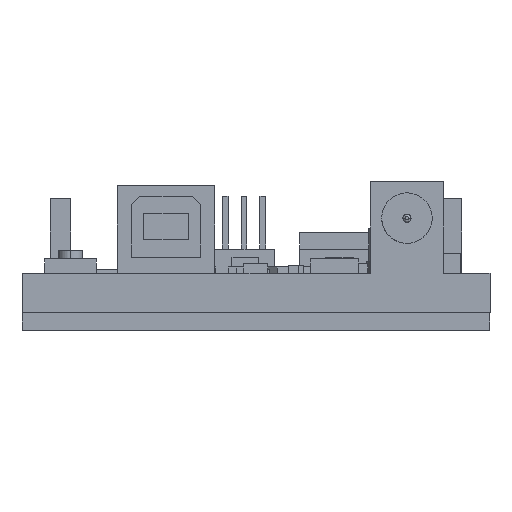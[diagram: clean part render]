
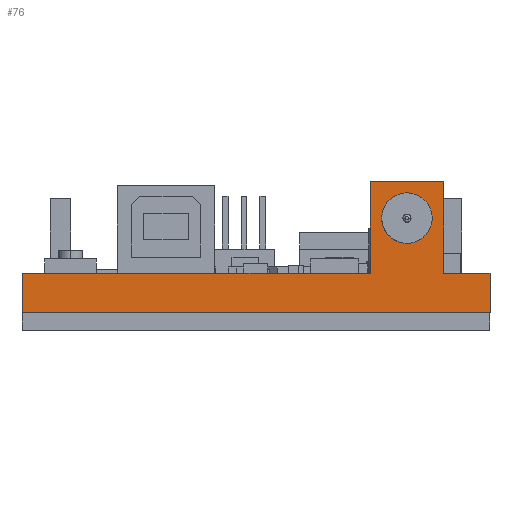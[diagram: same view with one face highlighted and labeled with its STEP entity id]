
A CAD part, front view. The second image highlights one B-rep face of the part: STEP entity #76.
In plain terms, the highlighted planar face has unit normal (0, -1, 0).
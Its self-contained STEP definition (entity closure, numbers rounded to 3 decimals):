
#57=FACE_BOUND('',#670,.T.);
#76=ADVANCED_FACE('',(#351,#57),#4050,.T.);
#351=FACE_OUTER_BOUND('',#669,.T.);
#669=EDGE_LOOP('',(#1185,#1186,#1187,#1188,#1189,#1190,#1191,#1192,#1193,
#1194));
#670=EDGE_LOOP('',(#1195,#1196));
#1185=ORIENTED_EDGE('',*,*,#2498,.F.);
#1186=ORIENTED_EDGE('',*,*,#2351,.F.);
#1187=ORIENTED_EDGE('',*,*,#2499,.F.);
#1188=ORIENTED_EDGE('',*,*,#2347,.F.);
#1189=ORIENTED_EDGE('',*,*,#2497,.T.);
#1190=ORIENTED_EDGE('',*,*,#2500,.F.);
#1191=ORIENTED_EDGE('',*,*,#2501,.F.);
#1192=ORIENTED_EDGE('',*,*,#2359,.F.);
#1193=ORIENTED_EDGE('',*,*,#2502,.F.);
#1194=ORIENTED_EDGE('',*,*,#2503,.F.);
#1195=ORIENTED_EDGE('',*,*,#2278,.T.);
#1196=ORIENTED_EDGE('',*,*,#2931,.F.);
#2278=EDGE_CURVE('',#3610,#3609,#3577,.T.);
#2347=EDGE_CURVE('',#3683,#3684,#3000,.T.);
#2351=EDGE_CURVE('',#3687,#3688,#3004,.T.);
#2359=EDGE_CURVE('',#3695,#3696,#3012,.T.);
#2497=EDGE_CURVE('',#3683,#3838,#3150,.T.);
#2498=EDGE_CURVE('',#3688,#3839,#3151,.T.);
#2499=EDGE_CURVE('',#3684,#3687,#3152,.T.);
#2500=EDGE_CURVE('',#3840,#3838,#3153,.T.);
#2501=EDGE_CURVE('',#3696,#3840,#3154,.T.);
#2502=EDGE_CURVE('',#3841,#3695,#3155,.T.);
#2503=EDGE_CURVE('',#3839,#3841,#3156,.T.);
#2931=EDGE_CURVE('',#3610,#3609,#3597,.T.);
#3000=B_SPLINE_CURVE_WITH_KNOTS('',1,(#6026,#6027),.UNSPECIFIED.,.F.,.F.,
(2,2),(0.,11.7),.UNSPECIFIED.);
#3004=B_SPLINE_CURVE_WITH_KNOTS('',1,(#6034,#6035),.UNSPECIFIED.,.F.,.F.,
(2,2),(0.,19.1),.UNSPECIFIED.);
#3012=B_SPLINE_CURVE_WITH_KNOTS('',1,(#6050,#6051),.UNSPECIFIED.,.F.,.F.,
(2,2),(0.,5.7),.UNSPECIFIED.);
#3150=B_SPLINE_CURVE_WITH_KNOTS('',1,(#6326,#6327),.UNSPECIFIED.,.F.,.F.,
(2,2),(-4.8,0.),.UNSPECIFIED.);
#3151=B_SPLINE_CURVE_WITH_KNOTS('',1,(#6328,#6329),.UNSPECIFIED.,.F.,.F.,
(2,2),(-11.3,0.),.UNSPECIFIED.);
#3152=B_SPLINE_CURVE_WITH_KNOTS('',1,(#6330,#6331),.UNSPECIFIED.,.F.,.F.,
(2,2),(-12.,0.),.UNSPECIFIED.);
#3153=B_SPLINE_CURVE_WITH_KNOTS('',1,(#6332,#6333),.UNSPECIFIED.,.F.,.F.,
(2,2),(-57.5,0.),.UNSPECIFIED.);
#3154=B_SPLINE_CURVE_WITH_KNOTS('',1,(#6334,#6335),.UNSPECIFIED.,.F.,.F.,
(2,2),(-4.8,0.),.UNSPECIFIED.);
#3155=B_SPLINE_CURVE_WITH_KNOTS('',1,(#6336,#6337),.UNSPECIFIED.,.F.,.F.,
(2,2),(-11.3,0.),.UNSPECIFIED.);
#3156=B_SPLINE_CURVE_WITH_KNOTS('',1,(#6338,#6339),.UNSPECIFIED.,.F.,.F.,
(2,2),(-9.,0.),.UNSPECIFIED.);
#3577=(
BOUNDED_CURVE()
B_SPLINE_CURVE(2,(#5867,#5868,#5869,#5870,#5871),.UNSPECIFIED.,.F.,.F.)
B_SPLINE_CURVE_WITH_KNOTS((3,2,3),(-9.739,-4.869,
0.),.UNSPECIFIED.)
CURVE()
GEOMETRIC_REPRESENTATION_ITEM()
RATIONAL_B_SPLINE_CURVE((1.,0.707,1.,0.707,1.))
REPRESENTATION_ITEM('')
);
#3597=(
BOUNDED_CURVE()
B_SPLINE_CURVE(2,(#7233,#7234,#7235,#7236,#7237),.UNSPECIFIED.,.F.,.F.)
B_SPLINE_CURVE_WITH_KNOTS((3,2,3),(0.,4.869,9.739),
 .UNSPECIFIED.)
CURVE()
GEOMETRIC_REPRESENTATION_ITEM()
RATIONAL_B_SPLINE_CURVE((1.,0.707,1.,0.707,1.))
REPRESENTATION_ITEM('')
);
#3609=VERTEX_POINT('',#5401);
#3610=VERTEX_POINT('',#5402);
#3683=VERTEX_POINT('',#5475);
#3684=VERTEX_POINT('',#5476);
#3687=VERTEX_POINT('',#5479);
#3688=VERTEX_POINT('',#5480);
#3695=VERTEX_POINT('',#5487);
#3696=VERTEX_POINT('',#5488);
#3838=VERTEX_POINT('',#5630);
#3839=VERTEX_POINT('',#5631);
#3840=VERTEX_POINT('',#5632);
#3841=VERTEX_POINT('',#5633);
#4050=PLANE('',#4418);
#4418=AXIS2_PLACEMENT_3D('',#5051,#4694,$);
#4694=DIRECTION('',(0.,-1.,0.));
#5051=CARTESIAN_POINT('',(-83.69,-311.201,11.044));
#5401=CARTESIAN_POINT('',(-102.74,-311.201,24.254));
#5402=CARTESIAN_POINT('',(-96.54,-311.201,24.254));
#5475=CARTESIAN_POINT('',(-146.94,-311.201,17.454));
#5476=CARTESIAN_POINT('',(-135.24,-311.201,17.454));
#5479=CARTESIAN_POINT('',(-123.24,-311.201,17.454));
#5480=CARTESIAN_POINT('',(-104.14,-311.201,17.454));
#5487=CARTESIAN_POINT('',(-95.14,-311.201,17.454));
#5488=CARTESIAN_POINT('',(-89.44,-311.201,17.454));
#5630=CARTESIAN_POINT('',(-146.94,-311.201,12.654));
#5631=CARTESIAN_POINT('',(-104.14,-311.201,28.754));
#5632=CARTESIAN_POINT('',(-89.44,-311.201,12.654));
#5633=CARTESIAN_POINT('',(-95.14,-311.201,28.754));
#5867=CARTESIAN_POINT('',(-96.54,-311.201,24.254));
#5868=CARTESIAN_POINT('',(-96.54,-311.201,21.154));
#5869=CARTESIAN_POINT('',(-99.64,-311.201,21.154));
#5870=CARTESIAN_POINT('',(-102.74,-311.201,21.154));
#5871=CARTESIAN_POINT('',(-102.74,-311.201,24.254));
#6026=CARTESIAN_POINT('',(-146.94,-311.201,17.454));
#6027=CARTESIAN_POINT('',(-135.24,-311.201,17.454));
#6034=CARTESIAN_POINT('',(-123.24,-311.201,17.454));
#6035=CARTESIAN_POINT('',(-104.14,-311.201,17.454));
#6050=CARTESIAN_POINT('',(-95.14,-311.201,17.454));
#6051=CARTESIAN_POINT('',(-89.44,-311.201,17.454));
#6326=CARTESIAN_POINT('',(-146.94,-311.201,17.454));
#6327=CARTESIAN_POINT('',(-146.94,-311.201,12.654));
#6328=CARTESIAN_POINT('',(-104.14,-311.201,17.454));
#6329=CARTESIAN_POINT('',(-104.14,-311.201,28.754));
#6330=CARTESIAN_POINT('',(-135.24,-311.201,17.454));
#6331=CARTESIAN_POINT('',(-123.24,-311.201,17.454));
#6332=CARTESIAN_POINT('',(-89.44,-311.201,12.654));
#6333=CARTESIAN_POINT('',(-146.94,-311.201,12.654));
#6334=CARTESIAN_POINT('',(-89.44,-311.201,17.454));
#6335=CARTESIAN_POINT('',(-89.44,-311.201,12.654));
#6336=CARTESIAN_POINT('',(-95.14,-311.201,28.754));
#6337=CARTESIAN_POINT('',(-95.14,-311.201,17.454));
#6338=CARTESIAN_POINT('',(-104.14,-311.201,28.754));
#6339=CARTESIAN_POINT('',(-95.14,-311.201,28.754));
#7233=CARTESIAN_POINT('',(-96.54,-311.201,24.254));
#7234=CARTESIAN_POINT('',(-96.54,-311.201,27.354));
#7235=CARTESIAN_POINT('',(-99.64,-311.201,27.354));
#7236=CARTESIAN_POINT('',(-102.74,-311.201,27.354));
#7237=CARTESIAN_POINT('',(-102.74,-311.201,24.254));
